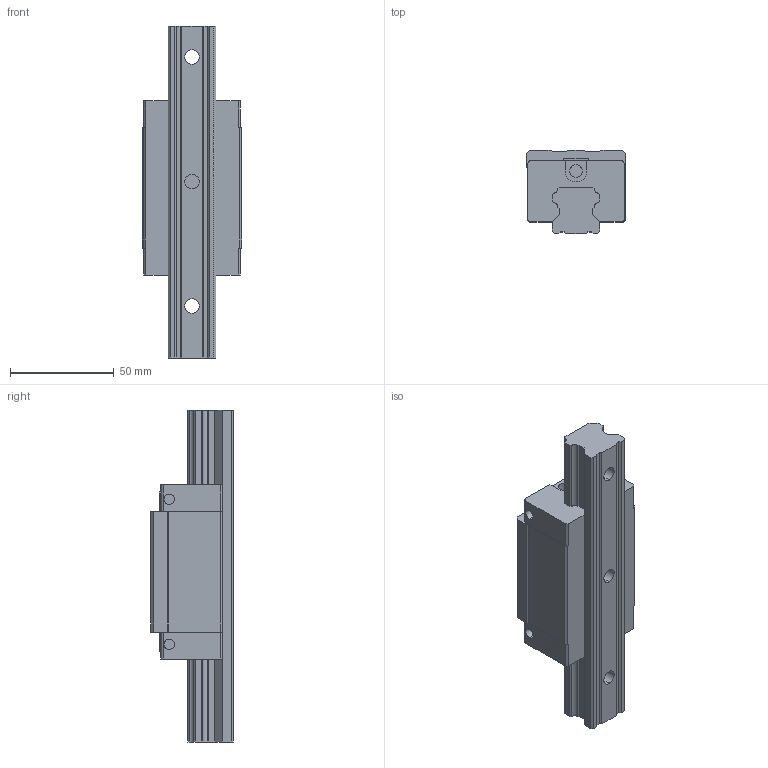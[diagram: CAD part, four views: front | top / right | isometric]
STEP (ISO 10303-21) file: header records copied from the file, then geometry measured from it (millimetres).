
FILE_DESCRIPTION((''),'2;1');
FILE_NAME('HGH_25_CA_ASM','2010-06-03T',('brianyu'),(''),'PRO/ENGINEER BY PARAMETRIC TECHNOLOGY CORPORATION, 2004360','PRO/ENGINEER BY PARAMETRIC TECHNOLOGY CORPORATION, 2004360','');
FILE_SCHEMA(('CONFIG_CONTROL_DESIGN'));
Length unit declared in the file: millimetre
Products named in the file (4): HG_BLOCK_HGHCA_ANY_2_3; HG_BLOCK_SS_ANY_ASM_ASM_1_ASM_1_ASM; HG_RAIL0_R_ANY_1_1; HGH_25_CA_ASM
Assembly tree (3 placements, depth 3):
  HGH_25_CA_ASM
    HG_BLOCK_SS_ANY_ASM_ASM_1_ASM_1_ASM
      HG_BLOCK_HGHCA_ANY_2_3
    HG_RAIL0_R_ANY_1_1
Bounding box: 48 x 40 x 160 mm (x, y, z)
Volume: 167162.1 mm3; surface area: 38039.1 mm2
Topology: 2 solids, 2 shells, 175 faces, 508 edges, 338 vertices
Faces by surface type: plane 111, cylinder 56, cone 8
Entity records: 5810 total; most frequent: CARTESIAN_POINT 1009, DIRECTION 984, ORIENTED_EDGE 984, EDGE_CURVE 492, VECTOR 366, LINE 366, VERTEX_POINT 334, AXIS2_PLACEMENT_3D 309
